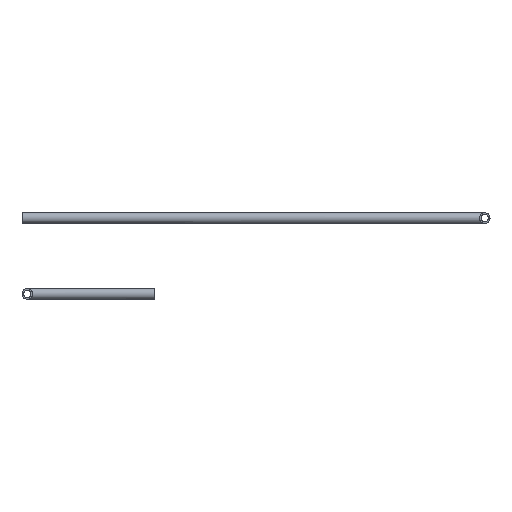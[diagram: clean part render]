
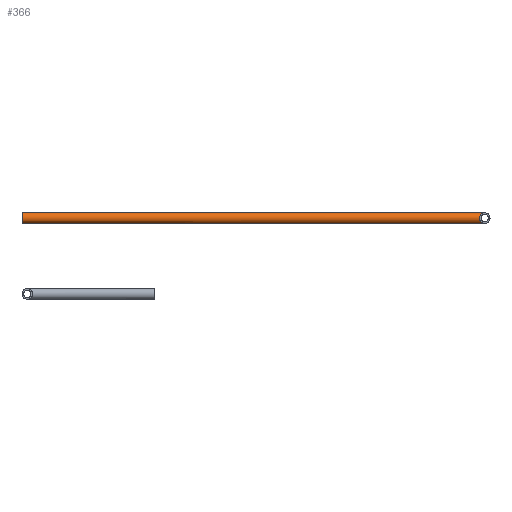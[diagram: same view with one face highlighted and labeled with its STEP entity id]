
A CAD part, left-side view. The second image highlights one B-rep face of the part: STEP entity #366.
In plain terms, the highlighted cylindrical face has radius 9.525 mm (diameter 19.05 mm), a full revolution.
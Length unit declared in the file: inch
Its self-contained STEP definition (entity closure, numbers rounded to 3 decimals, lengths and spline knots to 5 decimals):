
#59=ELLIPSE('',#450,0.53033,0.375);
#60=ELLIPSE('',#451,0.53033,0.375);
#89=CYLINDRICAL_SURFACE('',#449,0.375);
#106=FACE_BOUND('',#158,.T.);
#126=FACE_OUTER_BOUND('',#157,.T.);
#157=EDGE_LOOP('',(#287,#288));
#158=EDGE_LOOP('',(#289));
#197=CIRCLE('',#447,0.375);
#215=VERTEX_POINT('',#655);
#217=VERTEX_POINT('',#660);
#218=VERTEX_POINT('',#661);
#245=EDGE_CURVE('',#215,#215,#197,.T.);
#247=EDGE_CURVE('',#217,#218,#59,.T.);
#248=EDGE_CURVE('',#217,#218,#60,.T.);
#287=ORIENTED_EDGE('',*,*,#247,.F.);
#288=ORIENTED_EDGE('',*,*,#248,.T.);
#289=ORIENTED_EDGE('',*,*,#245,.T.);
#366=ADVANCED_FACE('',(#126,#106),#89,.T.);
#447=AXIS2_PLACEMENT_3D('',#656,#525,#526);
#449=AXIS2_PLACEMENT_3D('',#659,#529,#530);
#450=AXIS2_PLACEMENT_3D('',#662,#531,#532);
#451=AXIS2_PLACEMENT_3D('',#663,#533,#534);
#525=DIRECTION('center_axis',(-1.,0.,0.));
#526=DIRECTION('ref_axis',(0.,1.,0.));
#529=DIRECTION('center_axis',(1.,0.,0.));
#530=DIRECTION('ref_axis',(0.,-1.,0.));
#531=DIRECTION('center_axis',(-0.707,0.,-0.707));
#532=DIRECTION('ref_axis',(0.707,0.,-0.707));
#533=DIRECTION('center_axis',(0.707,0.,-0.707));
#534=DIRECTION('ref_axis',(0.707,0.,0.707));
#655=CARTESIAN_POINT('',(16.375,-0.375,0.));
#656=CARTESIAN_POINT('Origin',(16.375,0.,0.));
#659=CARTESIAN_POINT('Origin',(-16.375,0.,0.));
#660=CARTESIAN_POINT('',(-16.375,0.375,0.));
#661=CARTESIAN_POINT('',(-16.375,-0.375,0.));
#662=CARTESIAN_POINT('Origin',(-16.375,0.,0.));
#663=CARTESIAN_POINT('Origin',(-16.375,0.,0.));
